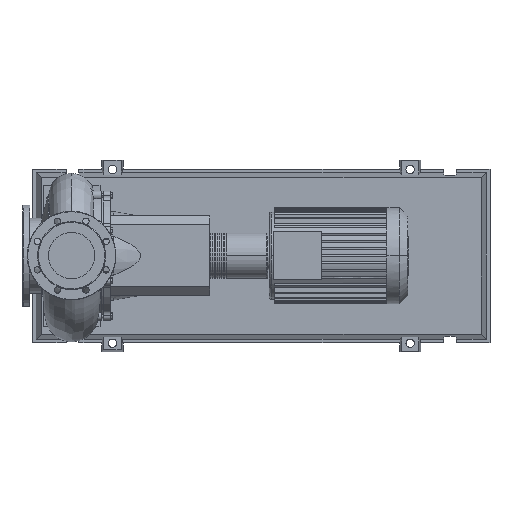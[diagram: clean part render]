
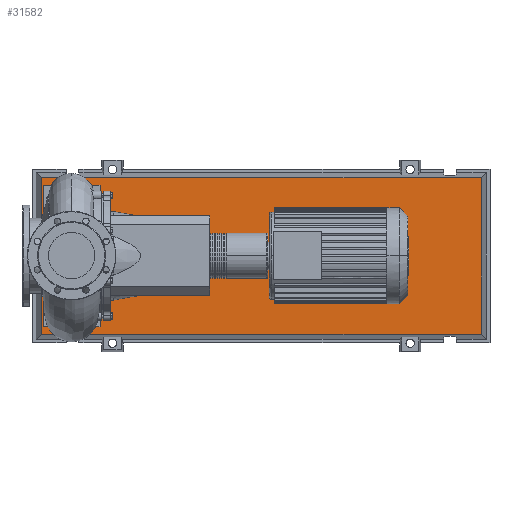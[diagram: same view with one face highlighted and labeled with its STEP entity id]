
A CAD part, top view. The second image highlights one B-rep face of the part: STEP entity #31582.
In plain terms, the highlighted planar face has unit normal (0, 0, 1).
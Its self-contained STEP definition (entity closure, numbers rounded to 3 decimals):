
#31263=CARTESIAN_POINT('',(1155.471,-220.471,103.0));
#31264=VERTEX_POINT('',#31263);
#31271=CARTESIAN_POINT('',(-85.471,-220.471,103.0));
#31272=VERTEX_POINT('',#31271);
#31273=CARTESIAN_POINT('',(1155.471,-220.471,103.0));
#31274=DIRECTION('',(-1.0,0.0,0.0));
#31275=VECTOR('',#31274,1240.941);
#31276=LINE('',#31273,#31275);
#31277=EDGE_CURVE('',#31264,#31272,#31276,.T.);
#31495=CARTESIAN_POINT('',(1155.471,220.471,103.0));
#31496=VERTEX_POINT('',#31495);
#31497=CARTESIAN_POINT('',(1155.471,220.471,103.0));
#31498=DIRECTION('',(0.0,-1.0,0.0));
#31499=VECTOR('',#31498,440.941);
#31500=LINE('',#31497,#31499);
#31501=EDGE_CURVE('',#31496,#31264,#31500,.T.);
#31519=CARTESIAN_POINT('',(-85.471,220.471,103.0));
#31520=VERTEX_POINT('',#31519);
#31521=CARTESIAN_POINT('',(-85.471,-220.471,103.0));
#31522=DIRECTION('',(0.0,1.0,0.0));
#31523=VECTOR('',#31522,440.941);
#31524=LINE('',#31521,#31523);
#31525=EDGE_CURVE('',#31272,#31520,#31524,.T.);
#31558=CARTESIAN_POINT('',(-85.471,220.471,103.0));
#31559=DIRECTION('',(1.0,0.0,0.0));
#31560=VECTOR('',#31559,1240.941);
#31561=LINE('',#31558,#31560);
#31562=EDGE_CURVE('',#31520,#31496,#31561,.T.);
#31571=CARTESIAN_POINT('',(535.,0.,103.0));
#31572=DIRECTION('',(0.0,0.0,1.0));
#31573=DIRECTION('',(1.0,0.0,0.0));
#31574=AXIS2_PLACEMENT_3D('',#31571,#31572,#31573);
#31575=PLANE('',#31574);
#31576=ORIENTED_EDGE('',*,*,#31501,.F.);
#31577=ORIENTED_EDGE('',*,*,#31562,.F.);
#31578=ORIENTED_EDGE('',*,*,#31525,.F.);
#31579=ORIENTED_EDGE('',*,*,#31277,.F.);
#31580=EDGE_LOOP('',(#31576,#31577,#31578,#31579));
#31581=FACE_OUTER_BOUND('',#31580,.T.);
#31582=ADVANCED_FACE('',(#31581),#31575,.T.);
